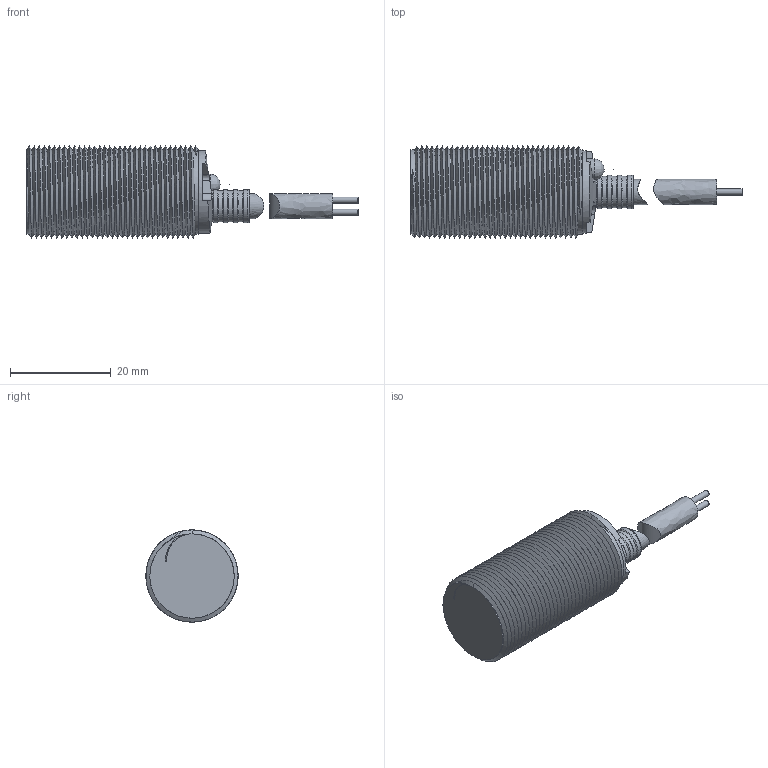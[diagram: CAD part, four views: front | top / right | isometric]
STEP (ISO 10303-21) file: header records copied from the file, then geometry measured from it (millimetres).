
FILE_DESCRIPTION(('FreeCAD Model'),'2;1');
FILE_NAME('FCM1-1805X-X2SX.stp','2021-12-07T14:38:46',( 'Author'),(''),'Open CASCADE STEP processor 7.3','FreeCAD','Unknown' );
FILE_SCHEMA(('AUTOMOTIVE_DESIGN { 1 0 10303 214 1 1 1 1 }'));
Length unit declared in the file: millimetre
Products named in the file (1): FCM1-1805X-X2SX
Bounding box: 65.78 x 18.26 x 18.26 mm (x, y, z)
Volume: 250.8 mm3; surface area: 4569.8 mm2
Topology: 1 solids, 3 shells, 90 faces, 655 edges, 1817 vertices
Faces by surface type: bspline 90
Entity records: 17037 total; most frequent: CARTESIAN_POINT 12185, B_SPLINE_CURVE_WITH_KNOTS 525, GEOMETRIC_CURVE_SET 437, ORIENTED_EDGE 436, PCURVE 436, DEFINITIONAL_REPRESENTATION 436, TRIMMED_CURVE 436, EDGE_CURVE 219
